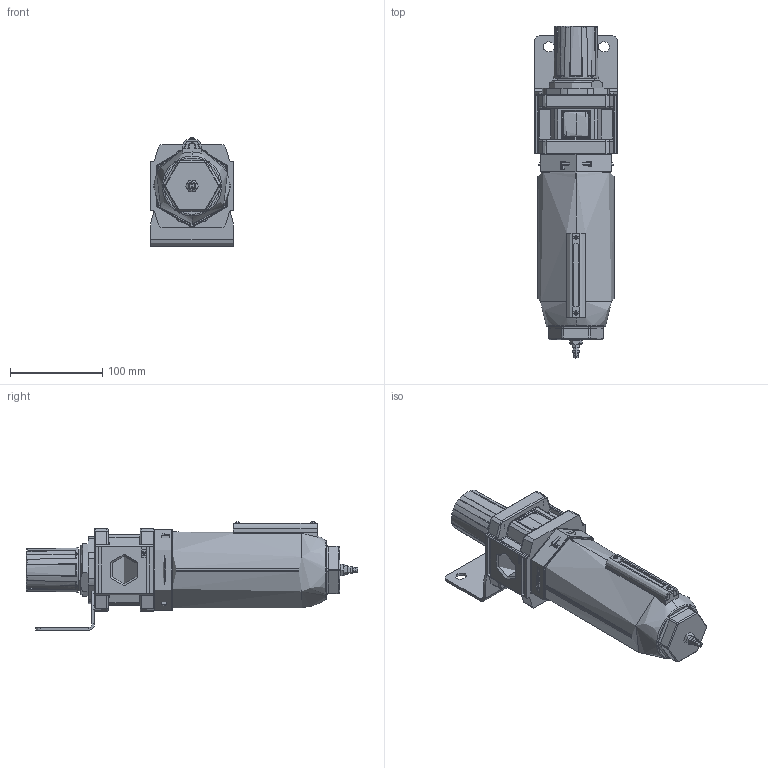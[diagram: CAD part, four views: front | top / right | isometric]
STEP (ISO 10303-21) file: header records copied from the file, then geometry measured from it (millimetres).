
FILE_DESCRIPTION (( 'STEP AP214' ), '1' );
FILE_NAME ('FR90.STEP', '2021-11-23T03:31:42', ( 'User' ), ( '' ), 'SwSTEP 2.0', 'SolidWorks 2014', '' );
FILE_SCHEMA (( 'AUTOMOTIVE_DESIGN' ));
Length unit declared in the file: millimetre
Products named in the file (35): 20141103-F9102A-02; 十字圓頭螺絲; 排水閥; F7029; F2117-1; 70液面計; W90調壓閥本體-崁入式壓力錶-拔模; _U60; R5004; R9002; 進氣閥軸心; FR90; R9018; F9018; 埋入壓力錶-1; 1-埋入式壓力錶
Assembly tree (23 placements, depth 2):
  F7029
  70液面計
  20141103-F9102A-02
  排水閥
  F2117-1
Bounding box: 90 x 360.21 x 118 mm (x, y, z)
Volume: 756256.8 mm3; surface area: 281028.9 mm2
Topology: 18 solids, 18 shells, 3342 faces, 8544 edges, 5380 vertices
Faces by surface type: plane 1913, cylinder 692, bspline 372, cone 179, torus 160, sphere 26
Entity records: 116095 total; most frequent: CARTESIAN_POINT 41581, ORIENTED_EDGE 16224, DIRECTION 13618, EDGE_CURVE 8112, VERTEX_POINT 5108, VECTOR 4636, LINE 4636, AXIS2_PLACEMENT_3D 4491
